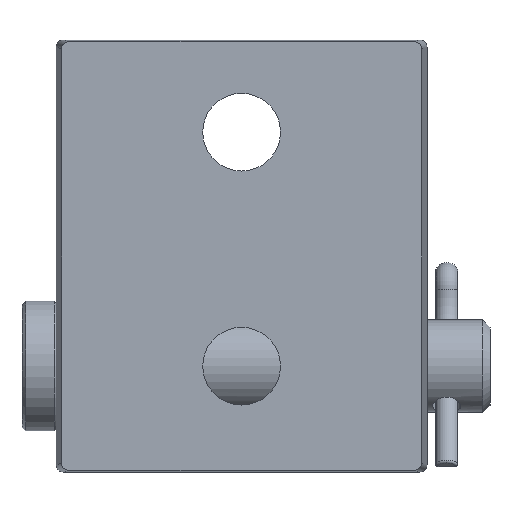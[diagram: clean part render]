
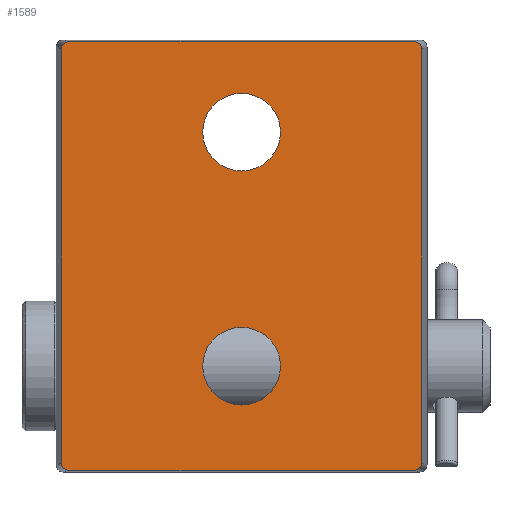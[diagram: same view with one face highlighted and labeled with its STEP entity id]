
A CAD part, front view. The second image highlights one B-rep face of the part: STEP entity #1589.
In plain terms, the highlighted planar face has unit normal (0, -1, 0).
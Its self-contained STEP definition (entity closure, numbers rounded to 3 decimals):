
#64=PLANE('',#1768);
#89=(
BOUNDED_CURVE()
B_SPLINE_CURVE(3,(#3307,#3308,#3309,#3310),.UNSPECIFIED.,.F.,.F.)
B_SPLINE_CURVE_WITH_KNOTS((4,4),(5.036,6.603),
 .UNSPECIFIED.)
CURVE()
GEOMETRIC_REPRESENTATION_ITEM()
RATIONAL_B_SPLINE_CURVE((1.,0.806,0.806,1.))
REPRESENTATION_ITEM('')
);
#91=(
BOUNDED_CURVE()
B_SPLINE_CURVE(3,(#3432,#3433,#3434,#3435),.UNSPECIFIED.,.F.,.F.)
B_SPLINE_CURVE_WITH_KNOTS((4,4),(2.822,4.388),
 .UNSPECIFIED.)
CURVE()
GEOMETRIC_REPRESENTATION_ITEM()
RATIONAL_B_SPLINE_CURVE((1.,0.806,0.806,1.))
REPRESENTATION_ITEM('')
);
#93=(
BOUNDED_CURVE()
B_SPLINE_CURVE(3,(#3663,#3664,#3665,#3666),.UNSPECIFIED.,.F.,.F.)
B_SPLINE_CURVE_WITH_KNOTS((4,4),(2.822,4.388),
 .UNSPECIFIED.)
CURVE()
GEOMETRIC_REPRESENTATION_ITEM()
RATIONAL_B_SPLINE_CURVE((1.,0.806,0.806,1.))
REPRESENTATION_ITEM('')
);
#94=(
BOUNDED_CURVE()
B_SPLINE_CURVE(3,(#3708,#3709,#3710,#3711),.UNSPECIFIED.,.F.,.F.)
B_SPLINE_CURVE_WITH_KNOTS((4,4),(5.036,6.603),
 .UNSPECIFIED.)
CURVE()
GEOMETRIC_REPRESENTATION_ITEM()
RATIONAL_B_SPLINE_CURVE((1.,0.806,0.806,1.))
REPRESENTATION_ITEM('')
);
#153=LINE('',#3713,#239);
#155=LINE('',#3716,#241);
#166=LINE('',#3749,#252);
#169=LINE('',#3755,#255);
#239=VECTOR('',#2062,1000.);
#241=VECTOR('',#2066,1000.);
#252=VECTOR('',#2109,1000.);
#255=VECTOR('',#2118,1000.);
#486=ORIENTED_EDGE('',*,*,#855,.T.);
#487=ORIENTED_EDGE('',*,*,#813,.T.);
#488=ORIENTED_EDGE('',*,*,#833,.T.);
#489=ORIENTED_EDGE('',*,*,#779,.T.);
#490=ORIENTED_EDGE('',*,*,#852,.F.);
#491=ORIENTED_EDGE('',*,*,#795,.T.);
#492=ORIENTED_EDGE('',*,*,#835,.F.);
#493=ORIENTED_EDGE('',*,*,#832,.T.);
#494=ORIENTED_EDGE('',*,*,#763,.T.);
#495=ORIENTED_EDGE('',*,*,#762,.T.);
#762=EDGE_CURVE('',#989,#989,#1121,.T.);
#763=EDGE_CURVE('',#990,#990,#1122,.T.);
#779=EDGE_CURVE('',#1002,#1003,#89,.T.);
#795=EDGE_CURVE('',#1014,#1015,#91,.T.);
#813=EDGE_CURVE('',#1028,#1029,#93,.T.);
#832=EDGE_CURVE('',#1040,#1041,#94,.T.);
#833=EDGE_CURVE('',#1029,#1002,#153,.T.);
#835=EDGE_CURVE('',#1040,#1015,#155,.T.);
#852=EDGE_CURVE('',#1014,#1003,#166,.T.);
#855=EDGE_CURVE('',#1041,#1028,#169,.T.);
#989=VERTEX_POINT('',#3166);
#990=VERTEX_POINT('',#3169);
#1002=VERTEX_POINT('',#3303);
#1003=VERTEX_POINT('',#3306);
#1014=VERTEX_POINT('',#3436);
#1015=VERTEX_POINT('',#3437);
#1028=VERTEX_POINT('',#3667);
#1029=VERTEX_POINT('',#3668);
#1040=VERTEX_POINT('',#3704);
#1041=VERTEX_POINT('',#3707);
#1121=CIRCLE('',#1702,5.4);
#1122=CIRCLE('',#1704,5.4);
#1287=EDGE_LOOP('',(#486,#487,#488,#489,#490,#491,#492,#493));
#1288=EDGE_LOOP('',(#494));
#1289=EDGE_LOOP('',(#495));
#1420=FACE_BOUND('',#1287,.T.);
#1421=FACE_BOUND('',#1288,.T.);
#1422=FACE_BOUND('',#1289,.T.);
#1589=ADVANCED_FACE('',(#1420,#1421,#1422),#64,.F.);
#1702=AXIS2_PLACEMENT_3D('',#3165,#1945,#1946);
#1704=AXIS2_PLACEMENT_3D('',#3168,#1949,#1950);
#1768=AXIS2_PLACEMENT_3D('',#3760,#2125,#2126);
#1945=DIRECTION('',(0.,1.,0.));
#1946=DIRECTION('',(0.,0.,1.));
#1949=DIRECTION('',(0.,1.,0.));
#1950=DIRECTION('',(0.,0.,1.));
#2062=DIRECTION('',(1.,0.,0.));
#2066=DIRECTION('',(1.,0.,0.));
#2109=DIRECTION('',(0.,0.,-1.));
#2118=DIRECTION('',(0.,0.,-1.));
#2125=DIRECTION('',(0.,1.,0.));
#2126=DIRECTION('',(0.,0.,1.));
#3165=CARTESIAN_POINT('',(0.,0.,17.2));
#3166=CARTESIAN_POINT('',(0.,0.,22.6));
#3168=CARTESIAN_POINT('',(0.,0.,-15.3));
#3169=CARTESIAN_POINT('',(0.,0.,-9.9));
#3303=CARTESIAN_POINT('',(23.998,0.,-29.75));
#3306=CARTESIAN_POINT('',(25.,0.,-28.754));
#3307=CARTESIAN_POINT('',(23.998,0.,-29.75));
#3308=CARTESIAN_POINT('',(24.585,0.,-29.75));
#3309=CARTESIAN_POINT('',(25.,0.,-29.338));
#3310=CARTESIAN_POINT('',(25.,0.,-28.754));
#3432=CARTESIAN_POINT('',(25.,0.,28.754));
#3433=CARTESIAN_POINT('',(25.,0.,29.338));
#3434=CARTESIAN_POINT('',(24.585,0.,29.75));
#3435=CARTESIAN_POINT('',(23.998,0.,29.75));
#3436=CARTESIAN_POINT('',(25.,0.,28.754));
#3437=CARTESIAN_POINT('',(23.998,0.,29.75));
#3663=CARTESIAN_POINT('',(-25.,0.,-28.754));
#3664=CARTESIAN_POINT('',(-25.,0.,-29.338));
#3665=CARTESIAN_POINT('',(-24.585,0.,-29.75));
#3666=CARTESIAN_POINT('',(-23.998,0.,-29.75));
#3667=CARTESIAN_POINT('',(-25.,0.,-28.754));
#3668=CARTESIAN_POINT('',(-23.998,0.,-29.75));
#3704=CARTESIAN_POINT('',(-23.998,0.,29.75));
#3707=CARTESIAN_POINT('',(-25.,0.,28.754));
#3708=CARTESIAN_POINT('',(-23.998,0.,29.75));
#3709=CARTESIAN_POINT('',(-24.585,0.,29.75));
#3710=CARTESIAN_POINT('',(-25.,0.,29.338));
#3711=CARTESIAN_POINT('',(-25.,0.,28.754));
#3713=CARTESIAN_POINT('',(-25.75,0.,-29.75));
#3716=CARTESIAN_POINT('',(-25.75,0.,29.75));
#3749=CARTESIAN_POINT('',(25.,0.,30.));
#3755=CARTESIAN_POINT('',(-25.,0.,30.));
#3760=CARTESIAN_POINT('',(-25.,0.,30.));
